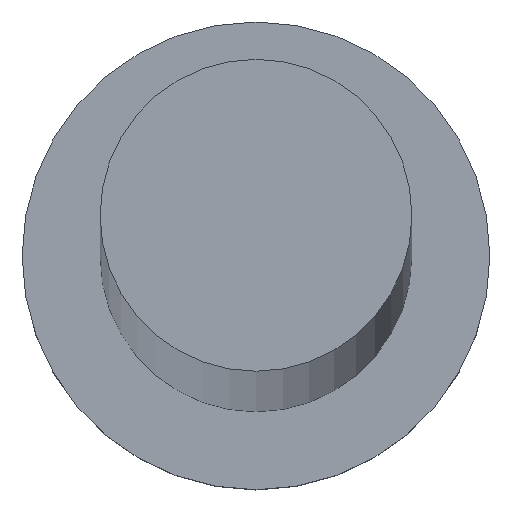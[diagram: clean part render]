
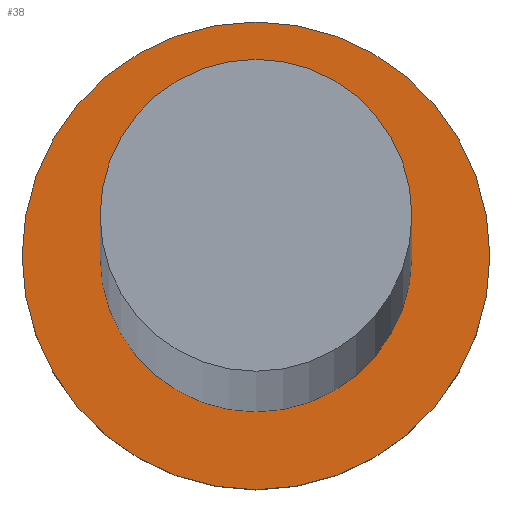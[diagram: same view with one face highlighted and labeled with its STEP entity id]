
A CAD part, top view. The second image highlights one B-rep face of the part: STEP entity #38.
In plain terms, the highlighted planar face has unit normal (0, 0, 1).
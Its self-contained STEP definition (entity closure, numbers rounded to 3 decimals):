
#7 = DIRECTION ( 'NONE',  ( 1., 0., 0. ) ) ;
#21 = VERTEX_POINT ( 'NONE', #220 ) ;
#27 = EDGE_CURVE ( 'NONE', #65, #172, #160, .T. ) ;
#28 = DIRECTION ( 'NONE',  ( 0., 0., 1. ) ) ;
#38 = ADVANCED_FACE ( 'NONE', ( #70, #159 ), #144, .T. ) ;
#46 = ORIENTED_EDGE ( 'NONE', *, *, #27, .F. ) ;
#48 = AXIS2_PLACEMENT_3D ( 'NONE', #91, #97, #248 ) ;
#58 = AXIS2_PLACEMENT_3D ( 'NONE', #112, #193, #75 ) ;
#65 = VERTEX_POINT ( 'NONE', #208 ) ;
#70 = FACE_BOUND ( 'NONE', #149, .T. ) ;
#74 = CIRCLE ( 'NONE', #156, 12. ) ;
#75 = DIRECTION ( 'NONE',  ( 1., 0., 0. ) ) ;
#77 = CARTESIAN_POINT ( 'NONE',  ( 0., 0., 7. ) ) ;
#91 = CARTESIAN_POINT ( 'NONE',  ( 0., 0., 7. ) ) ;
#97 = DIRECTION ( 'NONE',  ( 0., 0., 1. ) ) ;
#99 = CARTESIAN_POINT ( 'NONE',  ( 12., 0., 7. ) ) ;
#101 = DIRECTION ( 'NONE',  ( 1., 0., 0. ) ) ;
#112 = CARTESIAN_POINT ( 'NONE',  ( 0., 0., 7. ) ) ;
#115 = ORIENTED_EDGE ( 'NONE', *, *, #173, .F. ) ;
#144 = PLANE ( 'NONE',  #58 ) ;
#149 = EDGE_LOOP ( 'NONE', ( #46, #115 ) ) ;
#150 = EDGE_CURVE ( 'NONE', #201, #21, #168, .T. ) ;
#156 = AXIS2_PLACEMENT_3D ( 'NONE', #236, #192, #101 ) ;
#157 = ORIENTED_EDGE ( 'NONE', *, *, #150, .T. ) ;
#159 = FACE_OUTER_BOUND ( 'NONE', #214, .T. ) ;
#160 = CIRCLE ( 'NONE', #182, 8. ) ;
#168 = CIRCLE ( 'NONE', #48, 12. ) ;
#172 = VERTEX_POINT ( 'NONE', #250 ) ;
#173 = EDGE_CURVE ( 'NONE', #172, #65, #219, .T. ) ;
#179 = EDGE_CURVE ( 'NONE', #21, #201, #74, .T. ) ;
#182 = AXIS2_PLACEMENT_3D ( 'NONE', #244, #28, #7 ) ;
#192 = DIRECTION ( 'NONE',  ( 0., 0., 1. ) ) ;
#193 = DIRECTION ( 'NONE',  ( 0., 0., 1. ) ) ;
#201 = VERTEX_POINT ( 'NONE', #99 ) ;
#208 = CARTESIAN_POINT ( 'NONE',  ( -8., 0., 7. ) ) ;
#214 = EDGE_LOOP ( 'NONE', ( #255, #157 ) ) ;
#219 = CIRCLE ( 'NONE', #253, 8. ) ;
#220 = CARTESIAN_POINT ( 'NONE',  ( -12., 0., 7. ) ) ;
#226 = DIRECTION ( 'NONE',  ( 0., 0., 1. ) ) ;
#230 = DIRECTION ( 'NONE',  ( 1., 0., 0. ) ) ;
#236 = CARTESIAN_POINT ( 'NONE',  ( 0., 0., 7. ) ) ;
#244 = CARTESIAN_POINT ( 'NONE',  ( 0., 0., 7. ) ) ;
#248 = DIRECTION ( 'NONE',  ( 1., 0., 0. ) ) ;
#250 = CARTESIAN_POINT ( 'NONE',  ( 8., 0., 7. ) ) ;
#253 = AXIS2_PLACEMENT_3D ( 'NONE', #77, #226, #230 ) ;
#255 = ORIENTED_EDGE ( 'NONE', *, *, #179, .T. ) ;
